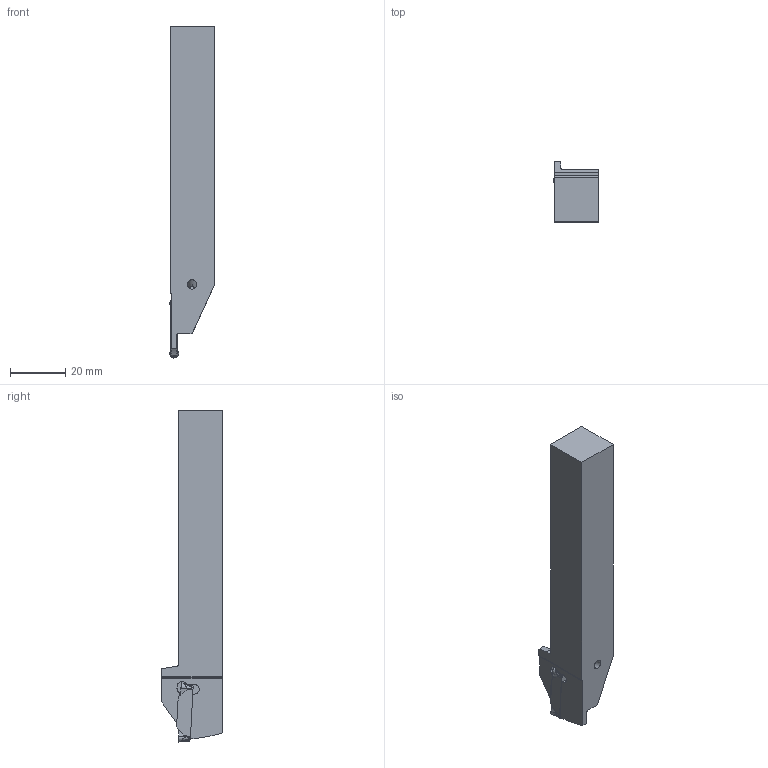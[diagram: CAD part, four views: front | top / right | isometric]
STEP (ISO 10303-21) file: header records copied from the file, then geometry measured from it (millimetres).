
FILE_DESCRIPTION(/* description */ (''),/* implementation_level */ '2;1');
FILE_NAME(/* name */ 'GYSR1616JX00-F17_CW3_18_N_MR1_5.stp',/* time_stamp */ '2023-02-27T12:05:42+09:00',/* author */ (''),/* organization */ (''),/* preprocessor_version */ 'ST-DEVELOPER v16',/* originating_system */ 'SIEMENS PLM Software NX 10.0',/* authorisation */ '');
FILE_SCHEMA (('AUTOMOTIVE_DESIGN { 1 0 10303 214 3 1 1 1 }'));
Length unit declared in the file: millimetre
Products named in the file (1): GYSR1616JX00-F17_CW3_18_N_MR1_5_ASM
Bounding box: 16.09 x 22 x 120.2 mm (x, y, z)
Volume: 27204 mm3; surface area: 8374.6 mm2
Topology: 2 solids, 2 shells, 203 faces, 617 edges, 438 vertices
Faces by surface type: cylinder 60, plane 59, bspline 56, cone 18, torus 8, sphere 2
Entity records: 11811 total; most frequent: CARTESIAN_POINT 6879, ORIENTED_EDGE 1186, DIRECTION 756, EDGE_CURVE 593, VERTEX_POINT 393, AXIS2_PLACEMENT_3D 278, B_SPLINE_CURVE_WITH_KNOTS 258, EDGE_LOOP 206
